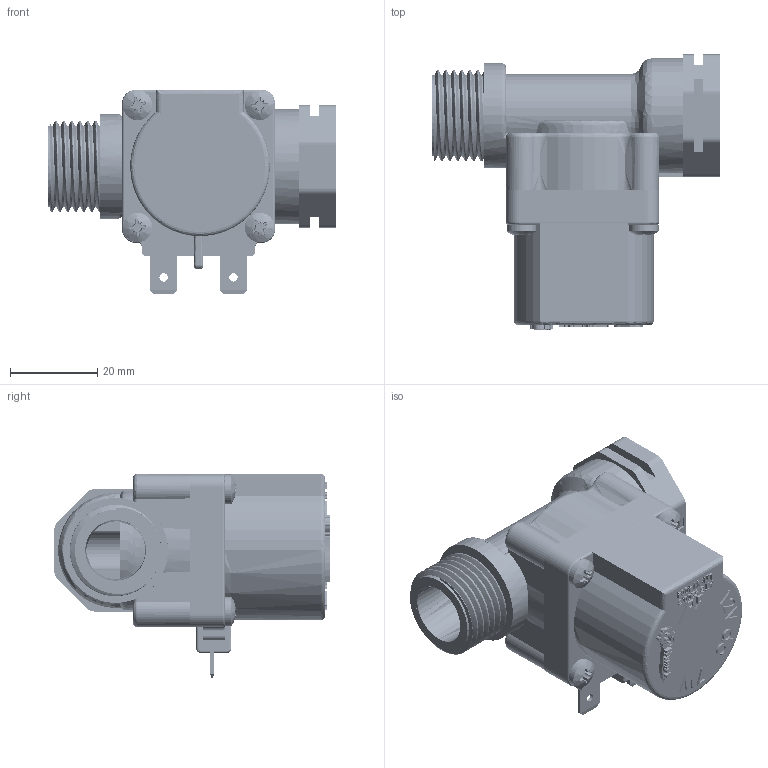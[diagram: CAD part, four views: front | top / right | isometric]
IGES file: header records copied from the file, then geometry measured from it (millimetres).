
Start section: SolidWorks IGES file using analytic representation for surfaces
Global section: file name: Body T assy.IGS; native system: SolidWorks 2008; preprocessor: SolidWorks 2008; author: Peter; date: 090319.154143; units: millimetre
Bounding box: 66 x 63 x 46.94 mm (x, y, z)
Surface area: 43970.1 mm2 (no closed solid volume)
Topology: 0 solids, 0 shells, 1877 faces, 27849 edges, 27838 vertices
Faces by surface type: bspline 942, revolution 935
